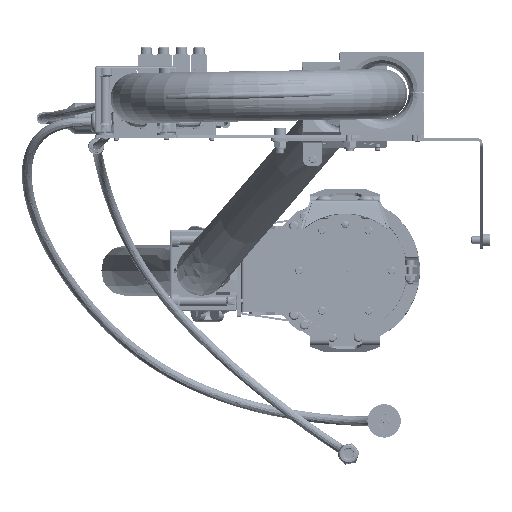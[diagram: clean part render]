
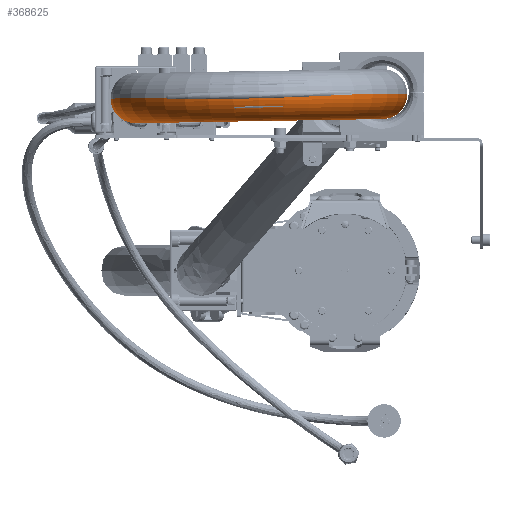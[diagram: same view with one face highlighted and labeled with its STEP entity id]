
A CAD part, left-side view. The second image highlights one B-rep face of the part: STEP entity #368625.
In plain terms, the highlighted toroidal (fillet/blend) face has major radius 132.867 mm and minor radius 27 mm.
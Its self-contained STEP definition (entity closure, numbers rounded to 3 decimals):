
#6071 = VERTEX_POINT ( 'NONE', #362572 ) ;
#9910 = CIRCLE ( 'NONE', #383071, 159.867 ) ;
#24201 = CARTESIAN_POINT ( 'NONE',  ( -319.883, -13., 2074.843 ) ) ;
#35070 = DIRECTION ( 'NONE',  ( 0., 0., 1. ) ) ;
#56914 = ORIENTED_EDGE ( 'NONE', *, *, #103354, .F. ) ;
#57467 = ORIENTED_EDGE ( 'NONE', *, *, #331115, .F. ) ;
#76790 = CARTESIAN_POINT ( 'NONE',  ( -319.883, 92.852, 2073.05 ) ) ;
#81335 = EDGE_CURVE ( 'NONE', #249468, #155324, #107975, .T. ) ;
#94199 = DIRECTION ( 'NONE',  ( 0., 1., -0.017 ) ) ;
#94324 = CARTESIAN_POINT ( 'NONE',  ( -319.883, 198.704, 2071.257 ) ) ;
#103354 = EDGE_CURVE ( 'NONE', #155324, #170691, #254391, .T. ) ;
#106985 = CIRCLE ( 'NONE', #433541, 27. ) ;
#107975 = CIRCLE ( 'NONE', #406668, 105.867 ) ;
#114374 = AXIS2_PLACEMENT_3D ( 'NONE', #393345, #349615, #311422 ) ;
#121109 = CARTESIAN_POINT ( 'NONE',  ( -319.883, -66.997, 2075.3 ) ) ;
#122940 = ORIENTED_EDGE ( 'NONE', *, *, #81335, .F. ) ;
#131410 = TOROIDAL_SURFACE ( 'NONE', #345834, 132.867, 27. ) ;
#151382 = EDGE_CURVE ( 'NONE', #480341, #565440, #106985, .T. ) ;
#155324 = VERTEX_POINT ( 'NONE', #94324 ) ;
#170691 = VERTEX_POINT ( 'NONE', #553230 ) ;
#198603 = CIRCLE ( 'NONE', #114374, 27. ) ;
#201764 = DIRECTION ( 'NONE',  ( -1., 0., 0. ) ) ;
#214655 = FACE_OUTER_BOUND ( 'NONE', #390022, .T. ) ;
#223280 = CARTESIAN_POINT ( 'NONE',  ( -319.883, 92.852, 2073.05 ) ) ;
#237142 = ORIENTED_EDGE ( 'NONE', *, *, #409264, .T. ) ;
#245033 = EDGE_CURVE ( 'NONE', #565440, #6071, #9910, .T. ) ;
#249468 = VERTEX_POINT ( 'NONE', #24201 ) ;
#254391 = CIRCLE ( 'NONE', #384893, 27. ) ;
#272158 = ORIENTED_EDGE ( 'NONE', *, *, #151382, .T. ) ;
#275793 = DIRECTION ( 'NONE',  ( 0., 1., -0.017 ) ) ;
#278120 = DIRECTION ( 'NONE',  ( 0., -0.017, -1. ) ) ;
#286448 = CIRCLE ( 'NONE', #361239, 27. ) ;
#311422 = DIRECTION ( 'NONE',  ( 0., 0.034, 0.999 ) ) ;
#312420 = CARTESIAN_POINT ( 'NONE',  ( -319.883, -39.997, 2075.3 ) ) ;
#313346 = CARTESIAN_POINT ( 'NONE',  ( -319.883, 92.852, 2073.05 ) ) ;
#321102 = DIRECTION ( 'NONE',  ( -1., 0., 0. ) ) ;
#324196 = ORIENTED_EDGE ( 'NONE', *, *, #245033, .T. ) ;
#331115 = EDGE_CURVE ( 'NONE', #170691, #6071, #198603, .T. ) ;
#345834 = AXIS2_PLACEMENT_3D ( 'NONE', #223280, #492211, #275793 ) ;
#349615 = DIRECTION ( 'NONE',  ( 1., 0., 0. ) ) ;
#359201 = DIRECTION ( 'NONE',  ( 0., 0., 1. ) ) ;
#361239 = AXIS2_PLACEMENT_3D ( 'NONE', #312420, #321102, #359201 ) ;
#362572 = CARTESIAN_POINT ( 'NONE',  ( -319.883, 252.696, 2070.343 ) ) ;
#368625 = ADVANCED_FACE ( 'NONE', ( #214655 ), #131410, .T. ) ;
#383071 = AXIS2_PLACEMENT_3D ( 'NONE', #76790, #559281, #509549 ) ;
#384893 = AXIS2_PLACEMENT_3D ( 'NONE', #514828, #462241, #427010 ) ;
#388053 = CARTESIAN_POINT ( 'NONE',  ( -319.883, -66.993, 2075.757 ) ) ;
#390022 = EDGE_LOOP ( 'NONE', ( #272158, #324196, #57467, #56914, #122940, #237142 ) ) ;
#393345 = CARTESIAN_POINT ( 'NONE',  ( -319.883, 225.7, 2070.8 ) ) ;
#406668 = AXIS2_PLACEMENT_3D ( 'NONE', #313346, #278120, #94199 ) ;
#409264 = EDGE_CURVE ( 'NONE', #249468, #480341, #286448, .T. ) ;
#427010 = DIRECTION ( 'NONE',  ( 0., 0.034, 0.999 ) ) ;
#433541 = AXIS2_PLACEMENT_3D ( 'NONE', #479234, #201764, #35070 ) ;
#462241 = DIRECTION ( 'NONE',  ( 1., 0., 0. ) ) ;
#479234 = CARTESIAN_POINT ( 'NONE',  ( -319.883, -39.997, 2075.3 ) ) ;
#480341 = VERTEX_POINT ( 'NONE', #121109 ) ;
#492211 = DIRECTION ( 'NONE',  ( 0., -0.017, -1. ) ) ;
#509549 = DIRECTION ( 'NONE',  ( 0., 1., -0.017 ) ) ;
#514828 = CARTESIAN_POINT ( 'NONE',  ( -319.883, 225.7, 2070.8 ) ) ;
#553230 = CARTESIAN_POINT ( 'NONE',  ( -319.883, 198.7, 2070.8 ) ) ;
#559281 = DIRECTION ( 'NONE',  ( 0., -0.017, -1. ) ) ;
#565440 = VERTEX_POINT ( 'NONE', #388053 ) ;
